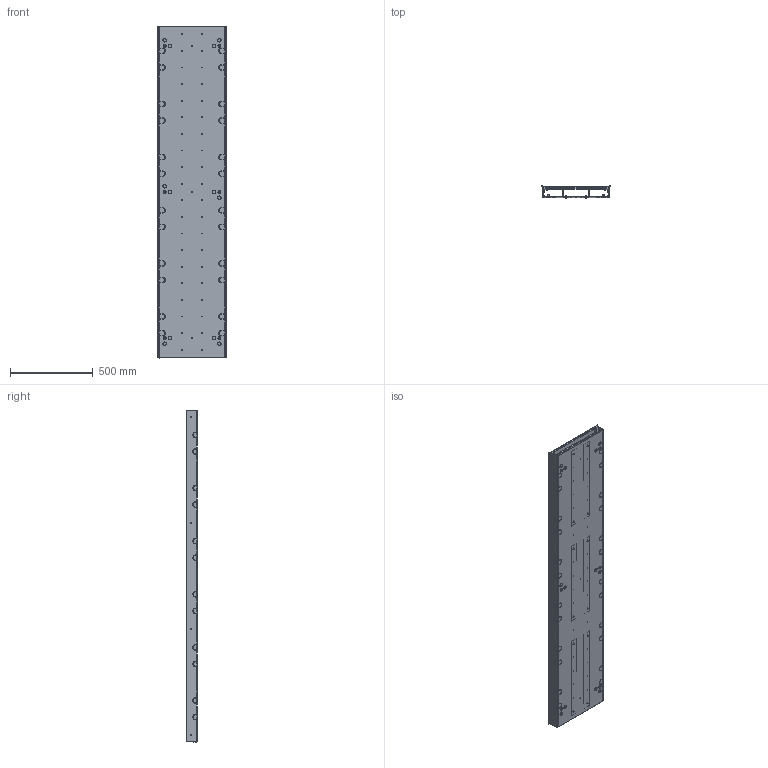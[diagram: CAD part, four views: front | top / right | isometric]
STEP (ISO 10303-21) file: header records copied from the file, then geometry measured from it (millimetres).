
FILE_DESCRIPTION (( 'STEP AP214' ), '1' );
FILE_NAME ('7403605.STP', '2020-12-09T12:48:14', ( '' ), ( '' ), 'SwSTEP 2.0', 'SolidWorks 2020', '' );
FILE_SCHEMA (( 'AUTOMOTIVE_DESIGN' ));
Length unit declared in the file: millimetre
Products named in the file (19): 143174_Standard; 35104384_Standard; 143171_Standard; P_30700584_20_Standard; 35104330_Standard; 022779_Standard; P_35100063_1_Standard; 143173_Standard; P_39409373_1_Standard; 143172_Standard; 7403605; 110351_L = 2000 mm; 35011908_Standard; 063224_Standard; 063260_Standard; 143152_Standard
Assembly tree (69 placements, depth 3):
  7403605
    143172_Standard
      143171_Standard
      P_39409373_1_Standard  x8
    P_35100063_1_Standard  x6
    063224_Standard  x2
    022779_Standard  x2
    35011908_Standard  x8
    063260_Standard  x6
    143174_Standard
      143173_Standard
      P_30700584_20_Standard
    143174_Standard
      143173_Standard
      P_30700584_20_Standard
    143152_Standard
    35104330_Standard  x8
    143174_Standard
      143173_Standard
      P_30700584_20_Standard
    143174_Standard
      143173_Standard
      P_30700584_20_Standard
    35104384_Standard  x12
    110351_L = 2000 mm  x2
Bounding box: 420 x 69.1 x 2000 mm (x, y, z)
Volume: 5336428.4 mm3; surface area: 5777050.6 mm2
Topology: 64 solids, 64 shells, 2108 faces, 5338 edges, 3352 vertices
Faces by surface type: plane 1310, cylinder 654, torus 72, cone 48, sphere 24
Entity records: 38456 total; most frequent: CARTESIAN_POINT 6534, DIRECTION 6444, ORIENTED_EDGE 6428, EDGE_CURVE 3214, LINE 2302, VECTOR 2302, VERTEX_POINT 2109, AXIS2_PLACEMENT_3D 2071
